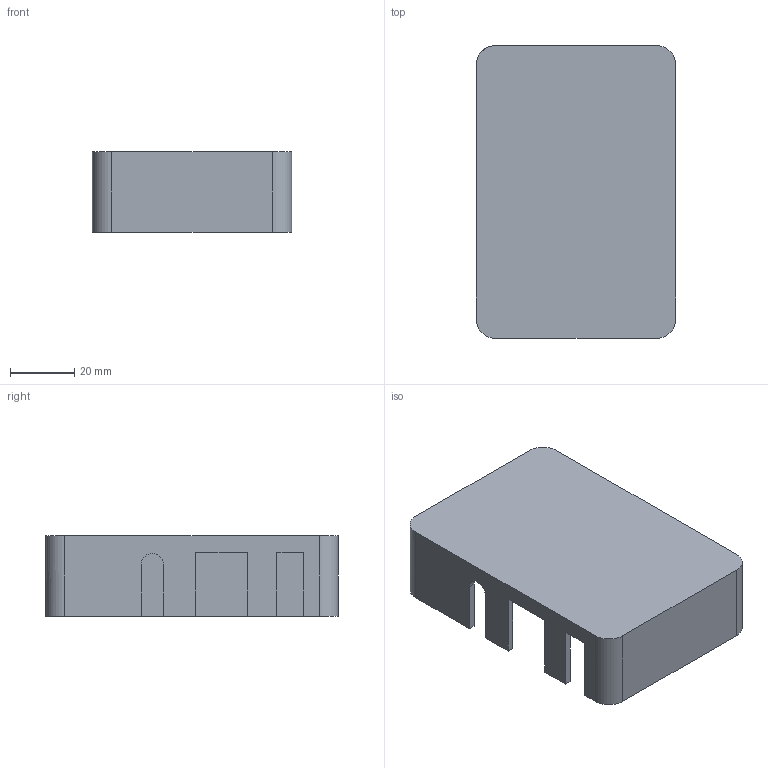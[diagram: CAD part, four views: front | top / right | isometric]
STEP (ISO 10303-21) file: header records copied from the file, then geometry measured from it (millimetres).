
FILE_DESCRIPTION(/* description */ ('Grundplatte_Raspberry'),/* implementation_level */ '2;1');
FILE_NAME(/* name */ '00002832__-.stp',/* time_stamp */ '2016-11-29T11:45:14+01:00',/* author */ ('BU'),/* organization */ (''),/* preprocessor_version */ 'ST-DEVELOPER v16.1',/* originating_system */ 'Autodesk Inventor 2016',/* authorisation */ '');
FILE_SCHEMA (('AUTOMOTIVE_DESIGN { 1 0 10303 214 3 1 1 }'));
Length unit declared in the file: millimetre
Products named in the file (1): 00002832
Bounding box: 62 x 91 x 25 mm (x, y, z)
Volume: 21674.2 mm3; surface area: 22719.2 mm2
Topology: 1 solids, 1 shells, 42 faces, 120 edges, 80 vertices
Faces by surface type: plane 33, cylinder 9
Entity records: 1390 total; most frequent: CARTESIAN_POINT 243, ORIENTED_EDGE 240, DIRECTION 228, EDGE_CURVE 120, LINE 98, VECTOR 98, VERTEX_POINT 80, AXIS2_PLACEMENT_3D 65
